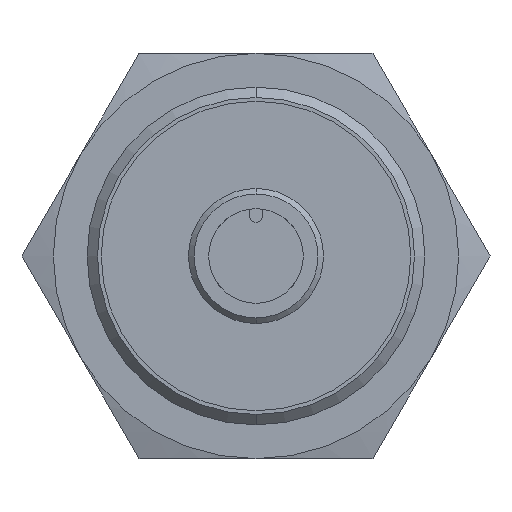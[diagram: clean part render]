
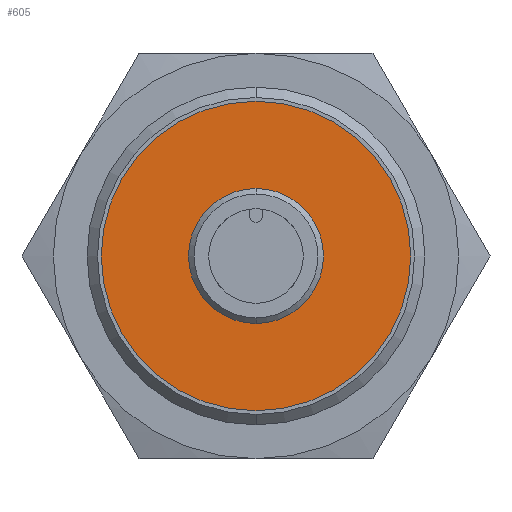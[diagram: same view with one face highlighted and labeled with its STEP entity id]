
A CAD part, left-side view. The second image highlights one B-rep face of the part: STEP entity #605.
In plain terms, the highlighted planar face has unit normal (-1, 0, 0).
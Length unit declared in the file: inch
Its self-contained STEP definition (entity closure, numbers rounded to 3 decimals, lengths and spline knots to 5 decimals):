
#324 = ORIENTED_EDGE ( 'NONE', *, *, #4779, .T. ) ;
#347 = EDGE_CURVE ( 'NONE', #867, #4286, #3544, .T. ) ;
#460 = CARTESIAN_POINT ( 'NONE',  ( 0.51181, 0., 0. ) ) ;
#523 = PLANE ( 'NONE',  #2843 ) ;
#605 = ADVANCED_FACE ( 'NONE', ( #1365, #4078 ), #523, .T. ) ;
#867 = VERTEX_POINT ( 'NONE', #4128 ) ;
#1052 = DIRECTION ( 'NONE',  ( 0., 0., -1. ) ) ;
#1365 = FACE_BOUND ( 'NONE', #2155, .T. ) ;
#1373 = AXIS2_PLACEMENT_3D ( 'NONE', #460, #4250, #1981 ) ;
#1390 = ORIENTED_EDGE ( 'NONE', *, *, #4467, .T. ) ;
#1538 = DIRECTION ( 'NONE',  ( 1., 0., 0. ) ) ;
#1788 = DIRECTION ( 'NONE',  ( 1., 0., 0. ) ) ;
#1820 = CARTESIAN_POINT ( 'NONE',  ( 0.51181, 0., 0. ) ) ;
#1837 = EDGE_CURVE ( 'NONE', #4286, #867, #4155, .T. ) ;
#1957 = CARTESIAN_POINT ( 'NONE',  ( 0.51181, 0., -0.21654 ) ) ;
#1981 = DIRECTION ( 'NONE',  ( 0., 0., -1. ) ) ;
#2125 = CARTESIAN_POINT ( 'NONE',  ( 0.51181, 0., 0.21654 ) ) ;
#2155 = EDGE_LOOP ( 'NONE', ( #1390, #324 ) ) ;
#2197 = VERTEX_POINT ( 'NONE', #2125 ) ;
#2233 = AXIS2_PLACEMENT_3D ( 'NONE', #2750, #3865, #2768 ) ;
#2469 = VERTEX_POINT ( 'NONE', #1957 ) ;
#2523 = AXIS2_PLACEMENT_3D ( 'NONE', #3756, #1538, #3817 ) ;
#2750 = CARTESIAN_POINT ( 'NONE',  ( 0.51181, 0., 0. ) ) ;
#2768 = DIRECTION ( 'NONE',  ( 0., 0., -1. ) ) ;
#2843 = AXIS2_PLACEMENT_3D ( 'NONE', #3532, #3153, #4294 ) ;
#3051 = ORIENTED_EDGE ( 'NONE', *, *, #347, .F. ) ;
#3153 = DIRECTION ( 'NONE',  ( -1., 0., 0. ) ) ;
#3532 = CARTESIAN_POINT ( 'NONE',  ( 0.51181, 0.27067, 0. ) ) ;
#3544 = CIRCLE ( 'NONE', #2523, 0.54134 ) ;
#3640 = CIRCLE ( 'NONE', #1373, 0.21654 ) ;
#3756 = CARTESIAN_POINT ( 'NONE',  ( 0.51181, 0., 0. ) ) ;
#3800 = EDGE_LOOP ( 'NONE', ( #3051, #3812 ) ) ;
#3812 = ORIENTED_EDGE ( 'NONE', *, *, #1837, .F. ) ;
#3817 = DIRECTION ( 'NONE',  ( 0., 0., -1. ) ) ;
#3865 = DIRECTION ( 'NONE',  ( 1., 0., 0. ) ) ;
#3894 = AXIS2_PLACEMENT_3D ( 'NONE', #1820, #1788, #1052 ) ;
#3967 = CIRCLE ( 'NONE', #3894, 0.21654 ) ;
#4078 = FACE_OUTER_BOUND ( 'NONE', #3800, .T. ) ;
#4128 = CARTESIAN_POINT ( 'NONE',  ( 0.51181, 0., -0.54134 ) ) ;
#4155 = CIRCLE ( 'NONE', #2233, 0.54134 ) ;
#4227 = CARTESIAN_POINT ( 'NONE',  ( 0.51181, 0., 0.54134 ) ) ;
#4250 = DIRECTION ( 'NONE',  ( 1., 0., 0. ) ) ;
#4286 = VERTEX_POINT ( 'NONE', #4227 ) ;
#4294 = DIRECTION ( 'NONE',  ( 0., 0., 1. ) ) ;
#4467 = EDGE_CURVE ( 'NONE', #2469, #2197, #3967, .T. ) ;
#4779 = EDGE_CURVE ( 'NONE', #2197, #2469, #3640, .T. ) ;
